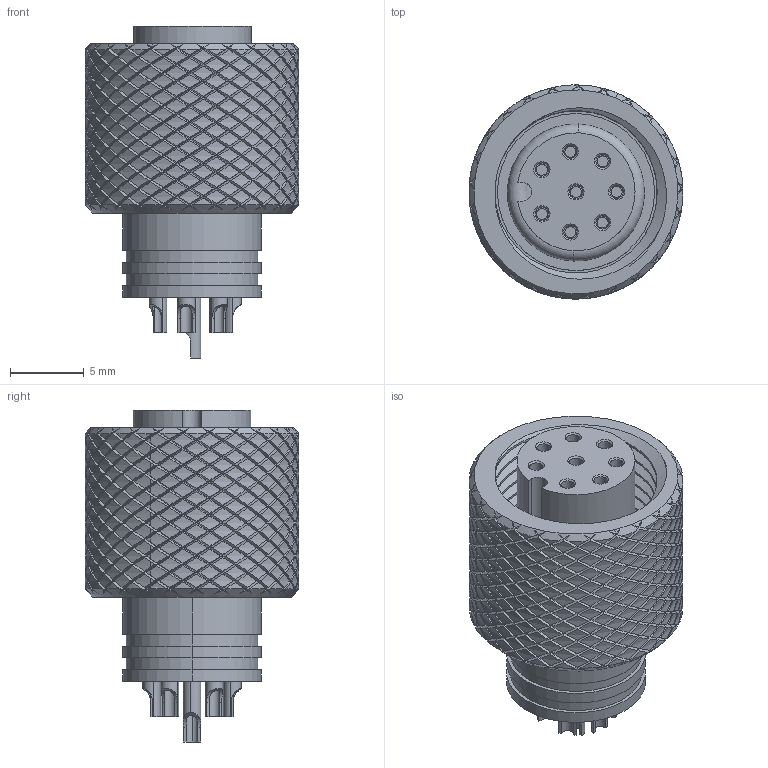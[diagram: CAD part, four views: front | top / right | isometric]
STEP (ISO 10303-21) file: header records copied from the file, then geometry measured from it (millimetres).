
FILE_DESCRIPTION (( 'STEP AP214' ), '1' );
FILE_NAME ('M128AF-MLD.STEP', '2018-07-17T11:36:19', ( '' ), ( '' ), 'SwSTEP 2.0', 'SolidWorks 2017', '' );
FILE_SCHEMA (( 'AUTOMOTIVE_DESIGN' ));
Length unit declared in the file: millimetre
Products named in the file (9): M128AF-MLD-MA3; M128AF-MLD-MA6; M128AF-MLD-MA1; M128AF-MLD-MA5; M128AF-MLD-MA4; M128AF-MLD; 1AA13-158-MA2; M128AF-MLD-MA3-2
Assembly tree (14 placements, depth 3):
  M128AF-MLD
    M128AF-MLD-MA1
      M128AF-MLD-MA1
      1AA13-158-MA2
      M128AF-MLD-MA3  x7
      M128AF-MLD-MA4
      M128AF-MLD-MA5
      M128AF-MLD-MA3-2
    M128AF-MLD-MA6
Bounding box: 14.5 x 14.5 x 22.5 mm (x, y, z)
Volume: 1806.1 mm3; surface area: 4473.2 mm2
Topology: 13 solids, 13 shells, 3015 faces, 6343 edges, 3360 vertices
Faces by surface type: bspline 2102, cylinder 699, plane 133, cone 77, torus 4
Entity records: 156736 total; most frequent: CARTESIAN_POINT 120998, ORIENTED_EDGE 11766, EDGE_CURVE 5883, VERTEX_POINT 3078, EDGE_LOOP 2873, ADVANCED_FACE 2835, FACE_OUTER_BOUND 2835, DIRECTION 2256
